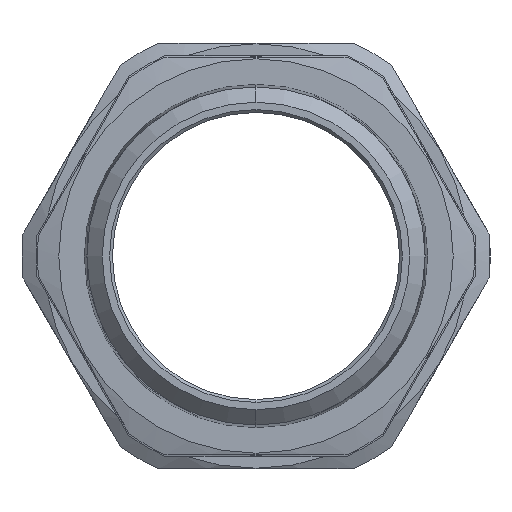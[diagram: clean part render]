
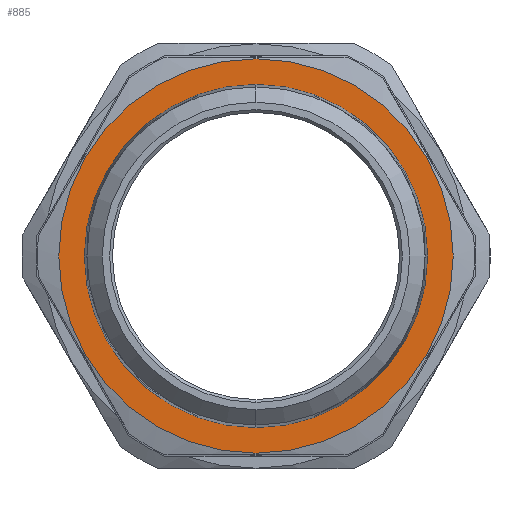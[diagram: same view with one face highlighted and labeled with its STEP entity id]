
A CAD part, left-side view. The second image highlights one B-rep face of the part: STEP entity #885.
In plain terms, the highlighted planar face has unit normal (-1, 0, 0).
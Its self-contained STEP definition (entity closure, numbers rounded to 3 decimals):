
#37 = DIRECTION ( 'NONE',  ( -1., 0., 0. ) ) ;
#245 = CARTESIAN_POINT ( 'NONE',  ( 27.2, 0., -34.75 ) ) ;
#248 = DIRECTION ( 'NONE',  ( -1., 0., 0. ) ) ;
#279 = EDGE_CURVE ( 'NONE', #1101, #1309, #3233, .T. ) ;
#352 = ORIENTED_EDGE ( 'NONE', *, *, #279, .F. ) ;
#359 = VERTEX_POINT ( 'NONE', #245 ) ;
#665 = AXIS2_PLACEMENT_3D ( 'NONE', #1980, #4356, #2995 ) ;
#848 = DIRECTION ( 'NONE',  ( -1., 0., 0. ) ) ;
#885 = ADVANCED_FACE ( 'NONE', ( #1811, #4245 ), #2252, .T. ) ;
#930 = CARTESIAN_POINT ( 'NONE',  ( 27.2, 0., 34.75 ) ) ;
#935 = VERTEX_POINT ( 'NONE', #930 ) ;
#1070 = EDGE_CURVE ( 'NONE', #1309, #1101, #2143, .T. ) ;
#1101 = VERTEX_POINT ( 'NONE', #1685 ) ;
#1271 = EDGE_LOOP ( 'NONE', ( #352, #2454 ) ) ;
#1291 = AXIS2_PLACEMENT_3D ( 'NONE', #1669, #37, #2065 ) ;
#1309 = VERTEX_POINT ( 'NONE', #1496 ) ;
#1390 = DIRECTION ( 'NONE',  ( -1., 0., 0. ) ) ;
#1403 = AXIS2_PLACEMENT_3D ( 'NONE', #3188, #848, #3162 ) ;
#1496 = CARTESIAN_POINT ( 'NONE',  ( 27.2, 0., -30.25 ) ) ;
#1552 = DIRECTION ( 'NONE',  ( 0., 0., 1. ) ) ;
#1669 = CARTESIAN_POINT ( 'NONE',  ( 27.2, 0., 0. ) ) ;
#1685 = CARTESIAN_POINT ( 'NONE',  ( 27.2, 0., 30.25 ) ) ;
#1811 = FACE_OUTER_BOUND ( 'NONE', #4328, .T. ) ;
#1980 = CARTESIAN_POINT ( 'NONE',  ( 27.2, 0., 0. ) ) ;
#2008 = DIRECTION ( 'NONE',  ( 0., 0., 1. ) ) ;
#2065 = DIRECTION ( 'NONE',  ( 0., 0., 1. ) ) ;
#2143 = CIRCLE ( 'NONE', #1291, 30.25 ) ;
#2209 = AXIS2_PLACEMENT_3D ( 'NONE', #4059, #1390, #2008 ) ;
#2252 = PLANE ( 'NONE',  #2938 ) ;
#2454 = ORIENTED_EDGE ( 'NONE', *, *, #1070, .F. ) ;
#2938 = AXIS2_PLACEMENT_3D ( 'NONE', #3894, #248, #1552 ) ;
#2995 = DIRECTION ( 'NONE',  ( 0., 0., 1. ) ) ;
#3162 = DIRECTION ( 'NONE',  ( 0., 0., 1. ) ) ;
#3188 = CARTESIAN_POINT ( 'NONE',  ( 27.2, 0., 0. ) ) ;
#3233 = CIRCLE ( 'NONE', #1403, 30.25 ) ;
#3411 = CIRCLE ( 'NONE', #665, 34.75 ) ;
#3435 = ORIENTED_EDGE ( 'NONE', *, *, #3438, .T. ) ;
#3438 = EDGE_CURVE ( 'NONE', #359, #935, #3470, .T. ) ;
#3470 = CIRCLE ( 'NONE', #2209, 34.75 ) ;
#3722 = ORIENTED_EDGE ( 'NONE', *, *, #3753, .T. ) ;
#3753 = EDGE_CURVE ( 'NONE', #935, #359, #3411, .T. ) ;
#3894 = CARTESIAN_POINT ( 'NONE',  ( 27.2, 0., -30.25 ) ) ;
#4059 = CARTESIAN_POINT ( 'NONE',  ( 27.2, 0., 0. ) ) ;
#4245 = FACE_BOUND ( 'NONE', #1271, .T. ) ;
#4328 = EDGE_LOOP ( 'NONE', ( #3435, #3722 ) ) ;
#4356 = DIRECTION ( 'NONE',  ( -1., 0., 0. ) ) ;
